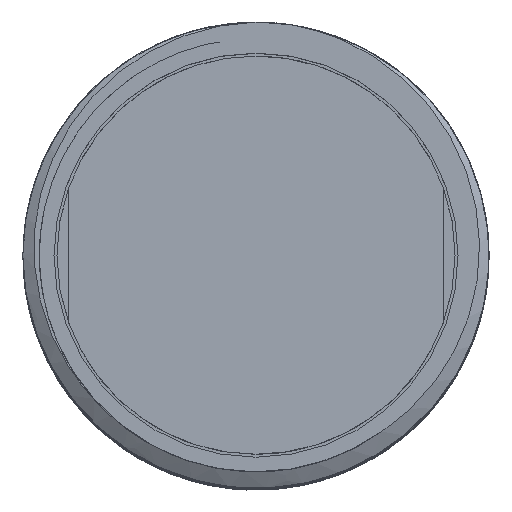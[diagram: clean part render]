
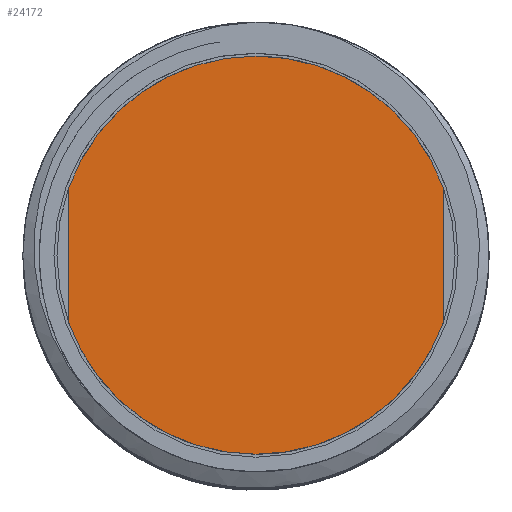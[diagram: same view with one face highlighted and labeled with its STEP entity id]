
A CAD part, top view. The second image highlights one B-rep face of the part: STEP entity #24172.
In plain terms, the highlighted planar face has unit normal (0, 0, 1).
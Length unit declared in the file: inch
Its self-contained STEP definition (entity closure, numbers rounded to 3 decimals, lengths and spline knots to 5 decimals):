
#8385=CARTESIAN_POINT('',(0.,0.,0.));
#8386=DIRECTION('',(0.,0.,1.));
#8387=DIRECTION('',(0.,1.,0.));
#8388=AXIS2_PLACEMENT_3D('',#8385,#8386,#8387);
#8390=CARTESIAN_POINT('',(0.,0.,0.));
#8391=DIRECTION('',(0.,0.,1.));
#8392=DIRECTION('',(-0.942,-0.335,0.));
#8393=AXIS2_PLACEMENT_3D('',#8390,#8391,#8392);
#8431=CARTESIAN_POINT('',(0.,0.,0.));
#8432=DIRECTION('',(0.,0.,-1.));
#8433=DIRECTION('',(0.942,-0.335,0.));
#8434=AXIS2_PLACEMENT_3D('',#8431,#8432,#8433);
#8436=CARTESIAN_POINT('',(0.,0.,0.));
#8437=DIRECTION('',(0.,0.,-1.));
#8438=DIRECTION('',(0.,1.,0.));
#8439=AXIS2_PLACEMENT_3D('',#8436,#8437,#8438);
#8445=DIRECTION('',(0.,-1.,0.));
#8446=VECTOR('',#8445,0.20279);
#8447=CARTESIAN_POINT('',(0.285,0.1014,0.));
#8448=LINE('',#8447,#8446);
#8449=DIRECTION('',(0.,1.,0.));
#8450=VECTOR('',#8449,0.20279);
#8451=CARTESIAN_POINT('',(-0.285,-0.1014,0.));
#8452=LINE('',#8451,#8450);
#10009=CARTESIAN_POINT('',(0.285,0.1014,0.));
#10010=CARTESIAN_POINT('',(0.285,-0.1014,0.));
#10011=VERTEX_POINT('',#10009);
#10012=VERTEX_POINT('',#10010);
#10013=CARTESIAN_POINT('',(-0.285,-0.1014,0.));
#10014=CARTESIAN_POINT('',(-0.285,0.1014,0.));
#10015=VERTEX_POINT('',#10013);
#10016=VERTEX_POINT('',#10014);
#10025=CARTESIAN_POINT('',(0.,0.3025,0.));
#10026=VERTEX_POINT('',#10025);
#10027=CARTESIAN_POINT('',(0.,-0.3025,0.));
#10028=VERTEX_POINT('',#10027);
#24157=CARTESIAN_POINT('',(0.,0.,0.));
#24158=DIRECTION('',(0.,0.,1.));
#24159=DIRECTION('',(0.,-1.,0.));
#24160=AXIS2_PLACEMENT_3D('',#24157,#24158,#24159);
#24161=PLANE('',#24160);
#24163=ORIENTED_EDGE('',*,*,#24162,.T.);
#24164=ORIENTED_EDGE('',*,*,#24143,.T.);
#24165=ORIENTED_EDGE('',*,*,#24125,.F.);
#24167=ORIENTED_EDGE('',*,*,#24166,.T.);
#24168=ORIENTED_EDGE('',*,*,#24117,.F.);
#24169=ORIENTED_EDGE('',*,*,#24151,.T.);
#24170=EDGE_LOOP('',(#24163,#24164,#24165,#24167,#24168,#24169));
#24171=FACE_OUTER_BOUND('',#24170,.F.);
#24172=ADVANCED_FACE('',(#24171),#24161,.T.);
#8389=CIRCLE('',#8388,0.3025);
#8394=CIRCLE('',#8393,0.3025);
#8435=CIRCLE('',#8434,0.3025);
#8440=CIRCLE('',#8439,0.3025);
#24117=EDGE_CURVE('',#10026,#10016,#8389,.T.);
#24125=EDGE_CURVE('',#10015,#10028,#8394,.T.);
#24143=EDGE_CURVE('',#10012,#10028,#8435,.T.);
#24151=EDGE_CURVE('',#10026,#10011,#8440,.T.);
#24162=EDGE_CURVE('',#10011,#10012,#8448,.T.);
#24166=EDGE_CURVE('',#10015,#10016,#8452,.T.);
